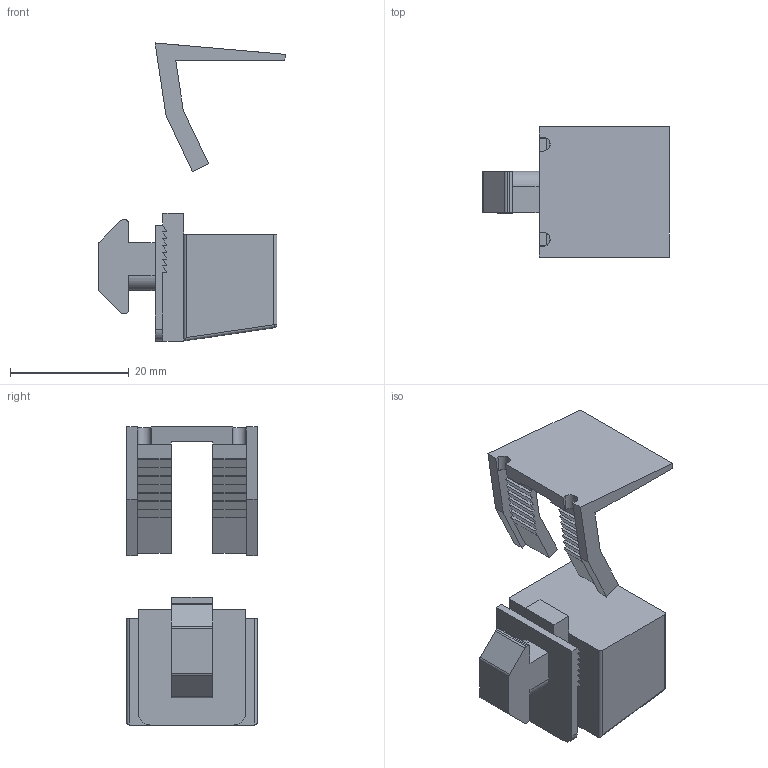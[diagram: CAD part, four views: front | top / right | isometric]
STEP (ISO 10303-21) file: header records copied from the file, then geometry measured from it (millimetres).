
FILE_DESCRIPTION(/* description */ (''),/* implementation_level */ '2;1');
FILE_NAME(/* name */ 'CBLYY0000017.stp',/* time_stamp */ '2022-11-24T14:23:14+01:00',/* author */ ('tecnico7'),/* organization */ (''),/* preprocessor_version */ 'ST-DEVELOPER v18.1',/* originating_system */ 'Autodesk Inventor 2022',/* authorisation */ '');
FILE_SCHEMA (('AUTOMOTIVE_DESIGN { 1 0 10303 214 3 1 1 }'));
Length unit declared in the file: millimetre
Products named in the file (3): CBLYY0000017; 440000006460; 440000006556
Assembly tree (2 placements, depth 2):
  CBLYY0000017
    440000006460
    440000006556
Bounding box: 31.42 x 22 x 50.15 mm (x, y, z)
Volume: 6030.8 mm3; surface area: 6223.3 mm2
Topology: 2 solids, 2 shells, 149 faces, 415 edges, 272 vertices
Faces by surface type: plane 125, cylinder 22, sphere 2
Entity records: 4815 total; most frequent: CARTESIAN_POINT 841, ORIENTED_EDGE 830, DIRECTION 765, EDGE_CURVE 415, LINE 373, VECTOR 373, VERTEX_POINT 272, AXIS2_PLACEMENT_3D 196
